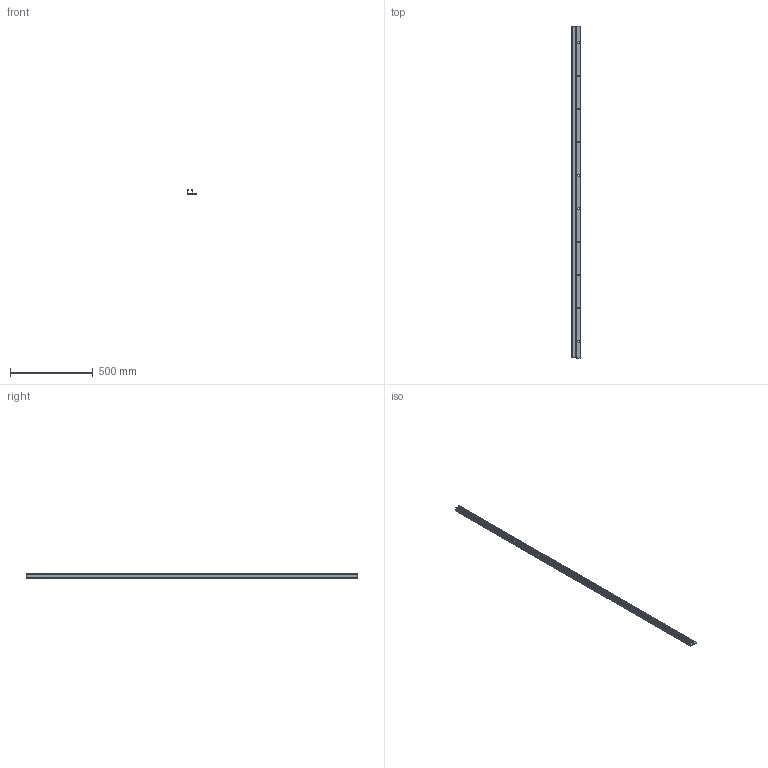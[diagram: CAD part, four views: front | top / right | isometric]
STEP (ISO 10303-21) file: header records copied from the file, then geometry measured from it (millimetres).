
FILE_DESCRIPTION(('STEP AP214'),'1');
FILE_NAME('murtfeldt_351020015_54redq1ppvbqzn7k866cve5w2.stp','2021-03-20T12:39:16',('TraceParts'),('TraceParts S.A.'),'Spatial InterOp 3D',' ',' ');
FILE_SCHEMA(('AUTOMOTIVE_DESIGN { 1 0 10303 214 1 1 1 1 }'));
Length unit declared in the file: millimetre
Products named in the file (1): murtfeldt_351020015_54redq1ppvbqzn7k866cve5w2
Bounding box: 53 x 2000 x 25 mm (x, y, z)
Volume: 490631.2 mm3; surface area: 500959.1 mm2
Topology: 1 solids, 1 shells, 147 faces, 435 edges, 290 vertices
Faces by surface type: cylinder 90, plane 57
Entity records: 6261 total; most frequent: DIRECTION 911, CARTESIAN_POINT 873, ORIENTED_EDGE 870, EDGE_CURVE 435, AXIS2_PLACEMENT_3D 328, VERTEX_POINT 290, LINE 255, VECTOR 255
